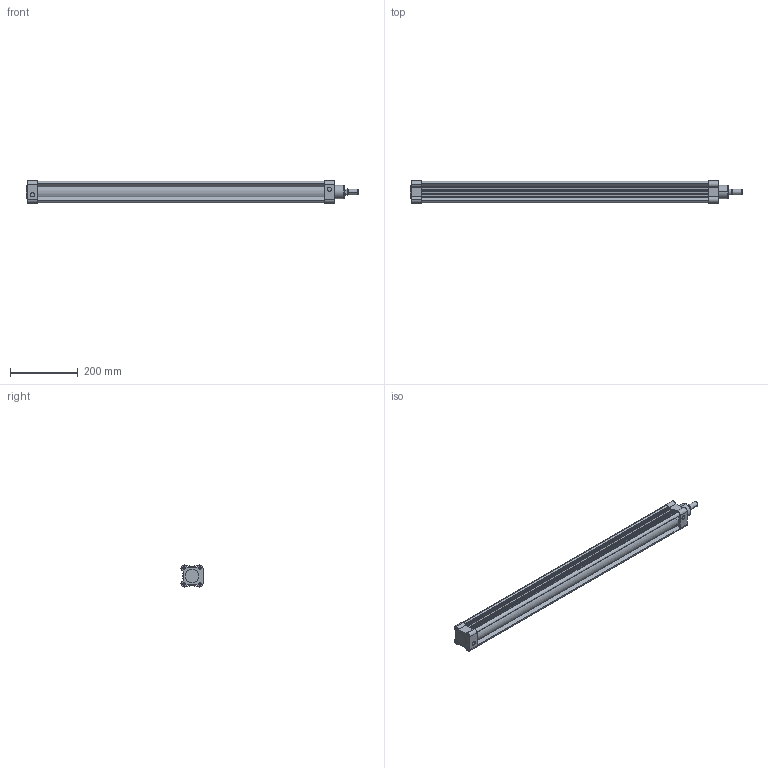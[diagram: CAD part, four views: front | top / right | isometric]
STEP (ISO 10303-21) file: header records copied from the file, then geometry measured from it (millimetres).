
FILE_DESCRIPTION (( 'STEP AP214' ), '1' );
FILE_NAME ('PMT50x800CYLINDER.STEP', '2012-05-17T06:32:56', ( '' ), ( '' ), 'SwSTEP 2.0', 'SolidWorks 2010', '' );
FILE_SCHEMA (( 'AUTOMOTIVE_DESIGN' ));
Length unit declared in the file: millimetre
Products named in the file (5): PMT  50 ARKA KAPAK; PMT  50 BORU; PMT  50 烰 KAPAK; PMT  50 M尳; PMT50x800CYLINDER
Assembly tree (4 placements, depth 2):
  PMT50x800CYLINDER
    PMT  50 ARKA KAPAK
    PMT  50 M尳
    PMT  50 BORU
    PMT  50 烰 KAPAK
Bounding box: 979 x 65 x 65 mm (x, y, z)
Volume: 1500204.3 mm3; surface area: 613250.7 mm2
Topology: 4 solids, 4 shells, 227 faces, 573 edges, 370 vertices
Faces by surface type: cylinder 101, plane 90, cone 26, torus 10
Entity records: 7351 total; most frequent: DIRECTION 1269, CARTESIAN_POINT 1245, ORIENTED_EDGE 1146, EDGE_CURVE 573, AXIS2_PLACEMENT_3D 478, VERTEX_POINT 370, LINE 313, VECTOR 313
